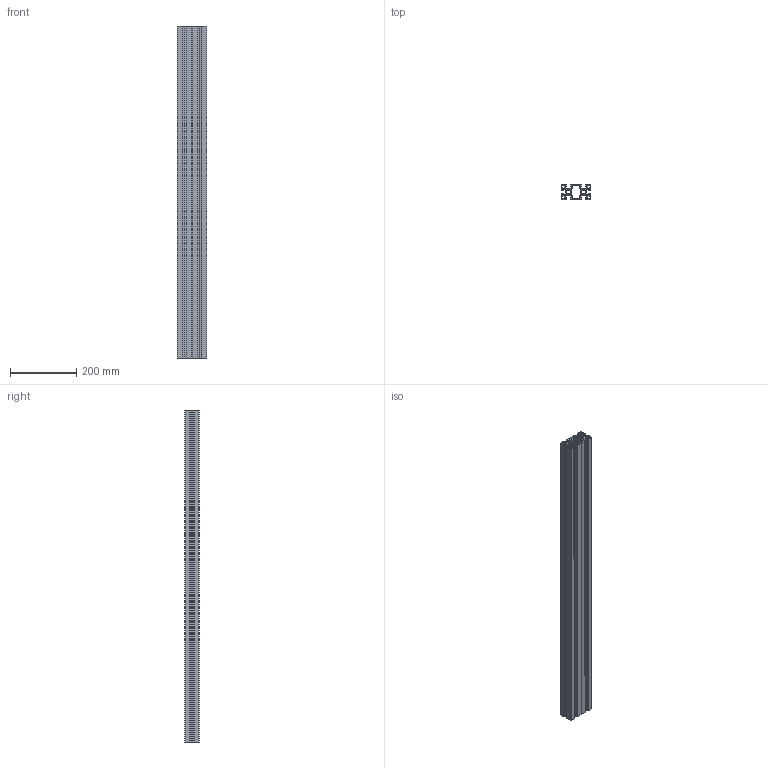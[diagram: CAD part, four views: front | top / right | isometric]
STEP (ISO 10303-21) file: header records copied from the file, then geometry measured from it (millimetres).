
FILE_DESCRIPTION (( 'STEP AP214' ), '1' );
FILE_NAME ('559HX Êîíñòðóêöèîííûé ïðîôèëü 45õ90H.STEP', '2019-11-08T08:22:05', ( 'Windows User' ), ( '' ), 'SwSTEP 2.0', 'SolidWorks 2019', '' );
FILE_SCHEMA (( 'AUTOMOTIVE_DESIGN' ));
Length unit declared in the file: millimetre
Products named in the file (1): 559HX Êîíñòðóêöèîííûé ïðîôèëü 45õ90H
Bounding box: 90 x 45 x 1000 mm (x, y, z)
Volume: 1370619.4 mm3; surface area: 933356.5 mm2
Topology: 1 solids, 1 shells, 426 faces, 1272 edges, 848 vertices
Faces by surface type: plane 232, cylinder 194
Entity records: 14466 total; most frequent: CARTESIAN_POINT 2547, ORIENTED_EDGE 2544, DIRECTION 2514, EDGE_CURVE 1272, LINE 884, VECTOR 884, VERTEX_POINT 848, AXIS2_PLACEMENT_3D 815
